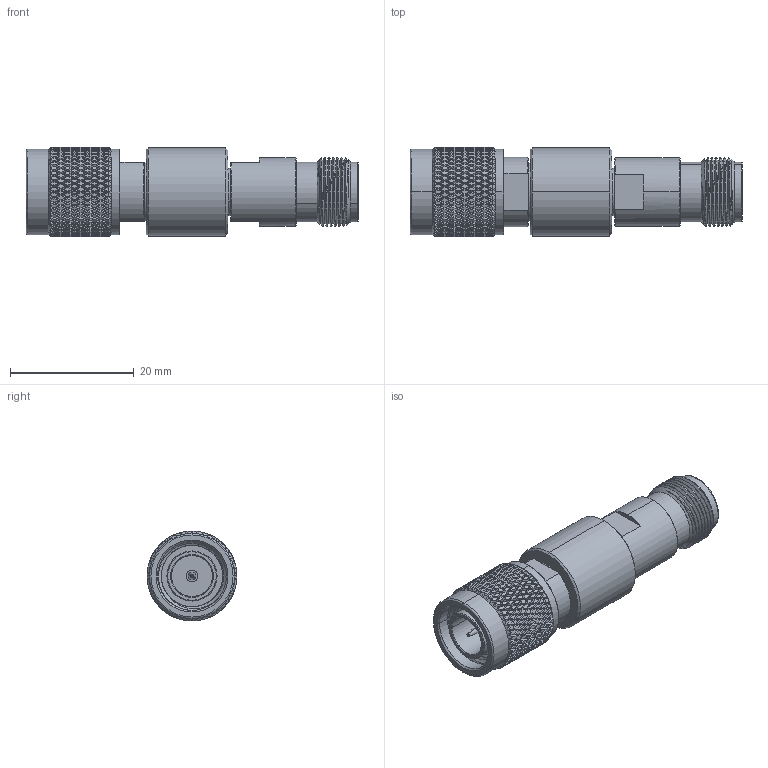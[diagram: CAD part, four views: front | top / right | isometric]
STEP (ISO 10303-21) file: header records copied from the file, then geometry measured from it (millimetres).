
FILE_DESCRIPTION (( 'STEP AP203' ), '1' );
FILE_NAME ('PE7030-10.step', '2018-12-06T23:36:29', ( '' ), ( '' ), 'SwSTEP 2.0', 'SolidWorks 2017', '' );
FILE_SCHEMA (( 'CONFIG_CONTROL_DESIGN' ));
Products named in the file (1): PE7030-10
Bounding box: 53.59 x 14.5 x 14.5 mm (x, y, z)
Volume: 5698.6 mm3; surface area: 4170.9 mm2
Topology: 1 solids, 2 shells, 2697 faces, 5743 edges, 3068 vertices
Faces by surface type: bspline 2008, cylinder 585, cone 61, plane 41, torus 2
Entity records: 104387 total; most frequent: CARTESIAN_POINT 68992, ORIENTED_EDGE 11486, EDGE_CURVE 5743, VERTEX_POINT 3068, EDGE_LOOP 2717, ADVANCED_FACE 2697, FACE_OUTER_BOUND 2697, B_SPLINE_CURVE_WITH_KNOTS 2262
